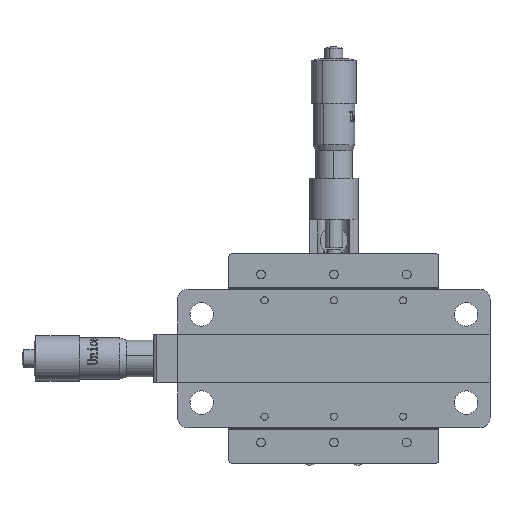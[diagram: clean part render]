
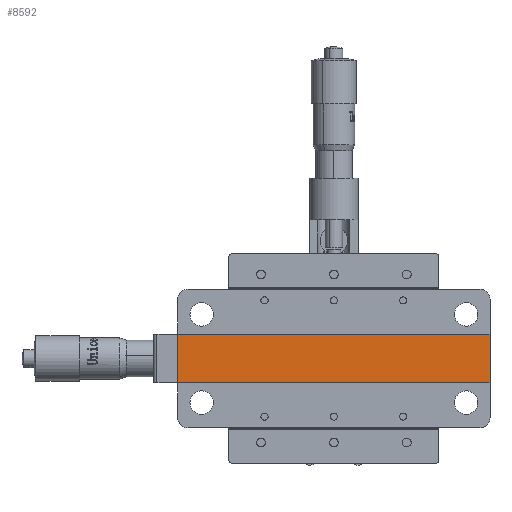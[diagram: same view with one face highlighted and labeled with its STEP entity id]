
A CAD part, front view. The second image highlights one B-rep face of the part: STEP entity #8592.
In plain terms, the highlighted planar face has unit normal (0, -1, 0).
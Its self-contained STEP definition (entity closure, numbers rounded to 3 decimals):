
#1550 = VERTEX_POINT ( 'NONE', #45792 ) ;
#4839 = VECTOR ( 'NONE', #36854, 1000. ) ;
#5878 = ORIENTED_EDGE ( 'NONE', *, *, #16719, .F. ) ;
#8592 = ADVANCED_FACE ( 'NONE', ( #56978 ), #60237, .T. ) ;
#16719 = EDGE_CURVE ( 'NONE', #1550, #42887, #32578, .T. ) ;
#18040 = CARTESIAN_POINT ( 'NONE',  ( 45., 0.3, -7. ) ) ;
#18991 = VECTOR ( 'NONE', #65002, 1000. ) ;
#22531 = EDGE_LOOP ( 'NONE', ( #5878, #26425, #63276, #30915 ) ) ;
#23372 = DIRECTION ( 'NONE',  ( 0., 0., 1. ) ) ;
#23991 = CARTESIAN_POINT ( 'NONE',  ( 45., 0.3, -7. ) ) ;
#24238 = DIRECTION ( 'NONE',  ( -1., 0., 0. ) ) ;
#26133 = AXIS2_PLACEMENT_3D ( 'NONE', #18040, #55130, #23372 ) ;
#26425 = ORIENTED_EDGE ( 'NONE', *, *, #37697, .F. ) ;
#29323 = DIRECTION ( 'NONE',  ( 0., 0., 1. ) ) ;
#30915 = ORIENTED_EDGE ( 'NONE', *, *, #51362, .T. ) ;
#32578 = LINE ( 'NONE', #55787, #45041 ) ;
#34672 = LINE ( 'NONE', #47300, #4839 ) ;
#35160 = VECTOR ( 'NONE', #24238, 1000. ) ;
#36854 = DIRECTION ( 'NONE',  ( 0., 0., 1. ) ) ;
#37697 = EDGE_CURVE ( 'NONE', #62058, #1550, #49292, .T. ) ;
#39436 = CARTESIAN_POINT ( 'NONE',  ( 45., 0.3, 7. ) ) ;
#42887 = VERTEX_POINT ( 'NONE', #66688 ) ;
#45041 = VECTOR ( 'NONE', #29323, 1000. ) ;
#45792 = CARTESIAN_POINT ( 'NONE',  ( -45., 0.3, -7. ) ) ;
#47300 = CARTESIAN_POINT ( 'NONE',  ( 45., 0.3, -7. ) ) ;
#49292 = LINE ( 'NONE', #50670, #35160 ) ;
#50670 = CARTESIAN_POINT ( 'NONE',  ( 45., 0.3, -7. ) ) ;
#50984 = VERTEX_POINT ( 'NONE', #39436 ) ;
#51362 = EDGE_CURVE ( 'NONE', #50984, #42887, #61256, .T. ) ;
#55130 = DIRECTION ( 'NONE',  ( 0., -1., 0. ) ) ;
#55787 = CARTESIAN_POINT ( 'NONE',  ( -45., 0.3, -7. ) ) ;
#56978 = FACE_OUTER_BOUND ( 'NONE', #22531, .T. ) ;
#59691 = CARTESIAN_POINT ( 'NONE',  ( 45., 0.3, 7. ) ) ;
#60237 = PLANE ( 'NONE',  #26133 ) ;
#61256 = LINE ( 'NONE', #59691, #18991 ) ;
#62058 = VERTEX_POINT ( 'NONE', #23991 ) ;
#62298 = EDGE_CURVE ( 'NONE', #62058, #50984, #34672, .T. ) ;
#63276 = ORIENTED_EDGE ( 'NONE', *, *, #62298, .T. ) ;
#65002 = DIRECTION ( 'NONE',  ( -1., 0., 0. ) ) ;
#66688 = CARTESIAN_POINT ( 'NONE',  ( -45., 0.3, 7. ) ) ;
